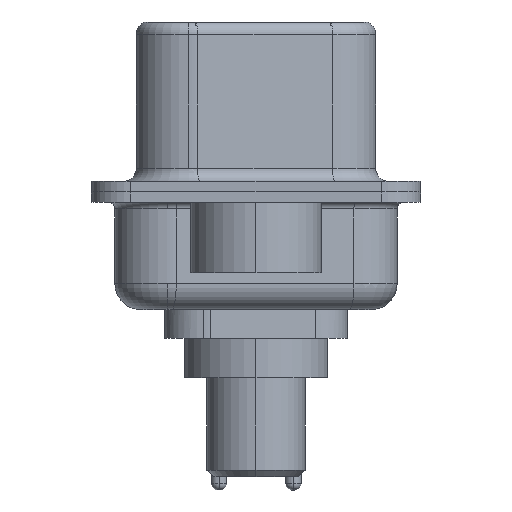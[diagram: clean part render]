
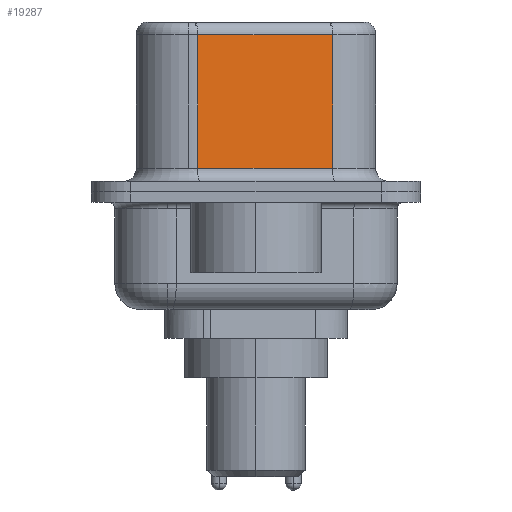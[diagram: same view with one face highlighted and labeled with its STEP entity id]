
A CAD part, left-side view. The second image highlights one B-rep face of the part: STEP entity #19287.
In plain terms, the highlighted planar face has unit normal (-0.985, -0.174, 0).
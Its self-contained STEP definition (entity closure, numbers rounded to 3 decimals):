
#36 = CARTESIAN_POINT ( 'NONE',  ( 4.58, -2.927, 6.02 ) ) ;
#888 = VECTOR ( 'NONE', #1015, 1000. ) ;
#889 = CARTESIAN_POINT ( 'NONE',  ( 3.67, 2.233, 6.52 ) ) ;
#974 = DIRECTION ( 'NONE',  ( 0.174, -0.985, 0. ) ) ;
#1015 = DIRECTION ( 'NONE',  ( 0., 0., -1. ) ) ;
#1122 = VECTOR ( 'NONE', #974, 1000. ) ;
#1313 = VERTEX_POINT ( 'NONE', #10989 ) ;
#1882 = VECTOR ( 'NONE', #2644, 1000. ) ;
#2305 = FACE_OUTER_BOUND ( 'NONE', #13550, .T. ) ;
#2644 = DIRECTION ( 'NONE',  ( 0., 0., -1. ) ) ;
#3407 = ORIENTED_EDGE ( 'NONE', *, *, #11291, .T. ) ;
#4163 = VECTOR ( 'NONE', #11805, 1000. ) ;
#4684 = ORIENTED_EDGE ( 'NONE', *, *, #13667, .T. ) ;
#4729 = EDGE_CURVE ( 'NONE', #1313, #16785, #10640, .T. ) ;
#5500 = CARTESIAN_POINT ( 'NONE',  ( 4.58, -2.927, 6.02 ) ) ;
#5952 = LINE ( 'NONE', #19618, #888 ) ;
#6952 = DIRECTION ( 'NONE',  ( 0.985, 0.174, 0. ) ) ;
#8765 = CARTESIAN_POINT ( 'NONE',  ( 4.58, -2.927, 0.9 ) ) ;
#10640 = LINE ( 'NONE', #17752, #1122 ) ;
#10989 = CARTESIAN_POINT ( 'NONE',  ( 3.67, 2.233, 0.9 ) ) ;
#11291 = EDGE_CURVE ( 'NONE', #15899, #1313, #15284, .T. ) ;
#11805 = DIRECTION ( 'NONE',  ( -0.174, 0.985, 0. ) ) ;
#11875 = ORIENTED_EDGE ( 'NONE', *, *, #4729, .T. ) ;
#13550 = EDGE_LOOP ( 'NONE', ( #16630, #4684, #3407, #11875 ) ) ;
#13616 = PLANE ( 'NONE',  #16212 ) ;
#13667 = EDGE_CURVE ( 'NONE', #18675, #15899, #17084, .T. ) ;
#15284 = LINE ( 'NONE', #889, #1882 ) ;
#15546 = EDGE_CURVE ( 'NONE', #18675, #16785, #5952, .T. ) ;
#15899 = VERTEX_POINT ( 'NONE', #18705 ) ;
#16212 = AXIS2_PLACEMENT_3D ( 'NONE', #17036, #6952, #18798 ) ;
#16630 = ORIENTED_EDGE ( 'NONE', *, *, #15546, .F. ) ;
#16785 = VERTEX_POINT ( 'NONE', #8765 ) ;
#17036 = CARTESIAN_POINT ( 'NONE',  ( 4.58, -2.927, 6.52 ) ) ;
#17084 = LINE ( 'NONE', #36, #4163 ) ;
#17752 = CARTESIAN_POINT ( 'NONE',  ( 4.58, -2.927, 0.9 ) ) ;
#18675 = VERTEX_POINT ( 'NONE', #5500 ) ;
#18705 = CARTESIAN_POINT ( 'NONE',  ( 3.67, 2.233, 6.02 ) ) ;
#18798 = DIRECTION ( 'NONE',  ( -0.174, 0.985, 0. ) ) ;
#19287 = ADVANCED_FACE ( 'NONE', ( #2305 ), #13616, .F. ) ;
#19618 = CARTESIAN_POINT ( 'NONE',  ( 4.58, -2.927, 6.52 ) ) ;
